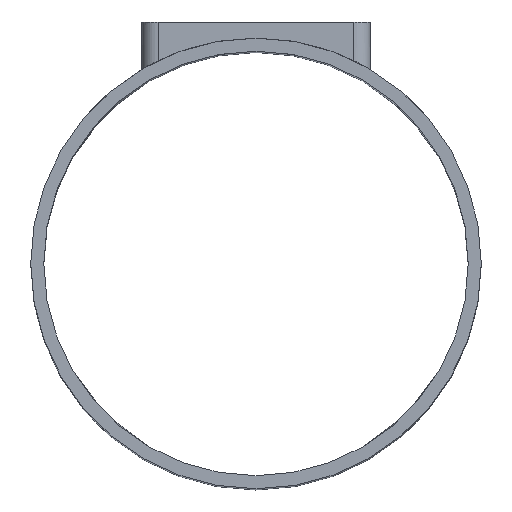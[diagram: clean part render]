
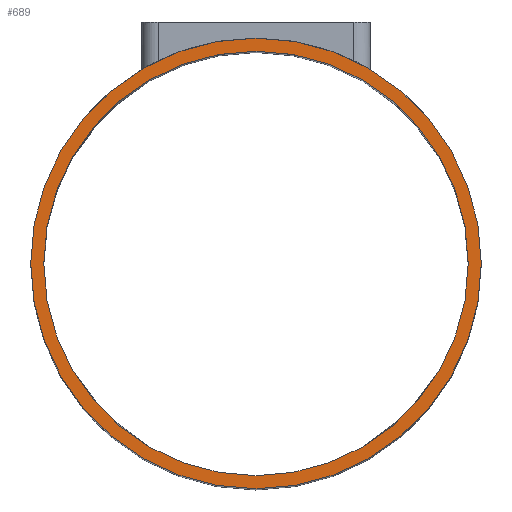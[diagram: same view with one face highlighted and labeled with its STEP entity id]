
A CAD part, top view. The second image highlights one B-rep face of the part: STEP entity #689.
In plain terms, the highlighted planar face has unit normal (0, 0, 1).
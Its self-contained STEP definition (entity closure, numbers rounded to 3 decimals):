
#32=FACE_BOUND('',#176,.T.);
#43=PLANE('',#776);
#122=FACE_OUTER_BOUND('',#175,.T.);
#175=EDGE_LOOP('',(#648));
#176=EDGE_LOOP('',(#649));
#288=CIRCLE('',#773,65.);
#289=CIRCLE('',#775,69.);
#357=VERTEX_POINT('',#1541);
#358=VERTEX_POINT('',#1545);
#452=EDGE_CURVE('',#357,#357,#288,.T.);
#454=EDGE_CURVE('',#358,#358,#289,.T.);
#648=ORIENTED_EDGE('',*,*,#454,.T.);
#649=ORIENTED_EDGE('',*,*,#452,.T.);
#689=ADVANCED_FACE('',(#122,#32),#43,.T.);
#773=AXIS2_PLACEMENT_3D('',#1542,#953,#954);
#775=AXIS2_PLACEMENT_3D('',#1546,#958,#959);
#776=AXIS2_PLACEMENT_3D('',#1548,#961,#962);
#953=DIRECTION('center_axis',(0.,0.,-1.));
#954=DIRECTION('ref_axis',(1.,0.,0.));
#958=DIRECTION('center_axis',(0.,0.,1.));
#959=DIRECTION('ref_axis',(1.,0.,0.));
#961=DIRECTION('center_axis',(0.,0.,1.));
#962=DIRECTION('ref_axis',(1.,0.,0.));
#1541=CARTESIAN_POINT('',(-65.,0.,220.));
#1542=CARTESIAN_POINT('Origin',(0.,0.,220.));
#1545=CARTESIAN_POINT('',(-69.,0.,220.));
#1546=CARTESIAN_POINT('Origin',(0.,0.,220.));
#1548=CARTESIAN_POINT('Origin',(0.,0.,220.));
